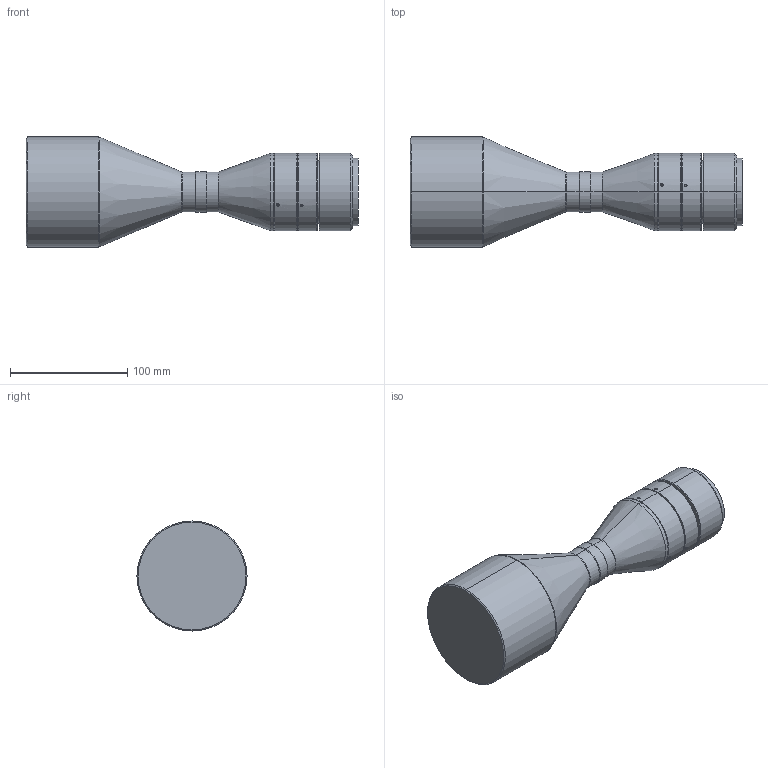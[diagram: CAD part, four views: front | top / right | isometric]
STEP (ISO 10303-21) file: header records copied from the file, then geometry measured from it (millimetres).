
FILE_DESCRIPTION (( 'STEP AP203' ), '1' );
FILE_NAME ('DTCM210-72-M58-AL.STEP', '2018-03-22T03:17:22', ( '' ), ( '' ), 'SwSTEP 2.0', 'SolidWorks 2012', '' );
FILE_SCHEMA (( 'CONFIG_CONTROL_DESIGN' ));
Length unit declared in the file: millimetre
Products named in the file (1): DTCM210-72-M58-AL
Bounding box: 283.5 x 94 x 94 mm (x, y, z)
Volume: 1044767.6 mm3; surface area: 75099.1 mm2
Topology: 1 solids, 1 shells, 83 faces, 176 edges, 96 vertices
Faces by surface type: cylinder 36, cone 32, plane 9, torus 6
Entity records: 2403 total; most frequent: CARTESIAN_POINT 572, DIRECTION 404, ORIENTED_EDGE 328, AXIS2_PLACEMENT_3D 168, EDGE_CURVE 164, EDGE_LOOP 96, VERTEX_POINT 96, CIRCLE 84
